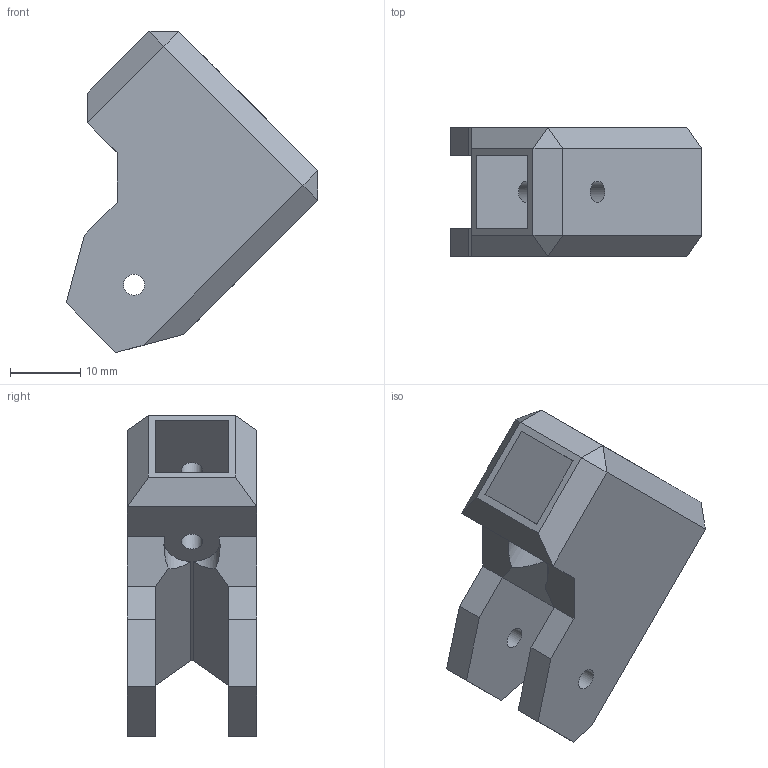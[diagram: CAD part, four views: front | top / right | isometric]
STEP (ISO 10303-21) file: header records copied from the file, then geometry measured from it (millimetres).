
FILE_DESCRIPTION(('FreeCAD Model'),'2;1');
FILE_NAME('knee.step', '2016-01-29T14:02:29',(''),(''),'Open CASCADE STEP processor 6.8', 'FreeCAD','Unknown');
FILE_SCHEMA(('AUTOMOTIVE_DESIGN_CC2 { 1 2 10303 214 -1 1 5 4 }'));
Length unit declared in the file: millimetre
Products named in the file (2): ASSEMBLY; Pocket002002009003008020
Assembly tree (1 placements, depth 2):
  ASSEMBLY
    Pocket002002009003008020
Bounding box: 35.82 x 18.4 x 45.72 mm (x, y, z)
Volume: 10781.2 mm3; surface area: 5756.9 mm2
Topology: 1 solids, 1 shells, 44 faces, 113 edges, 72 vertices
Faces by surface type: plane 38, cylinder 6
Full cylindrical faces by diameter (mm): 3 x4
Entity records: 2952 total; most frequent: CARTESIAN_POINT 624, DIRECTION 424, LINE 274, VECTOR 274, ORIENTED_EDGE 226, PCURVE 226, DEFINITIONAL_REPRESENTATION 226, EDGE_CURVE 113
